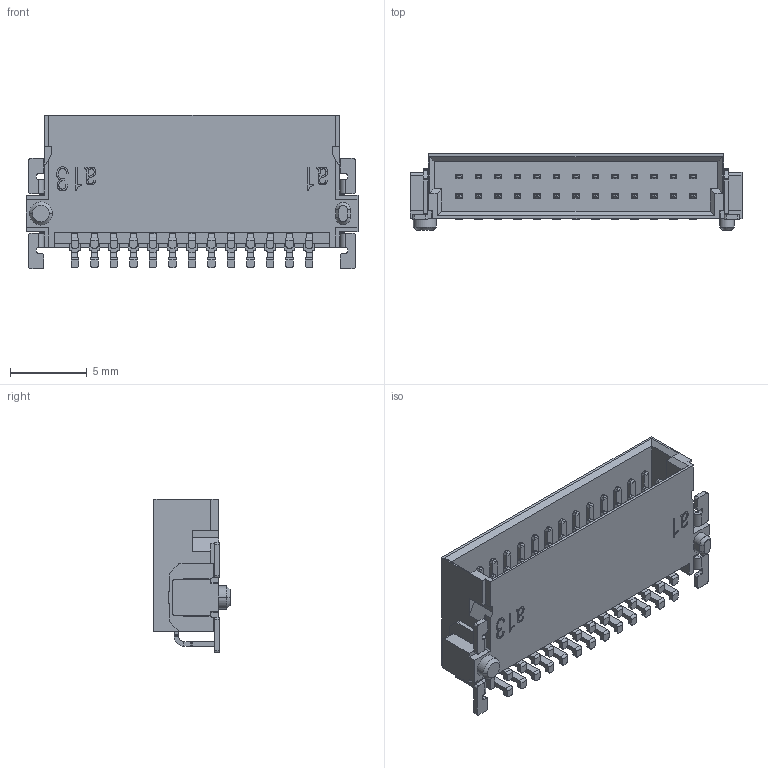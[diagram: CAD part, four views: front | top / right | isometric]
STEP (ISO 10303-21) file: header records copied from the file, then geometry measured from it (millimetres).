
FILE_DESCRIPTION (( 'STEP AP214' ), '1' );
FILE_NAME ('403-51026-51_C.STEP', '2017-11-22T06:40:01', ( '' ), ( '' ), 'SwSTEP 2.0', 'SolidWorks 2016', '' );
FILE_SCHEMA (( 'AUTOMOTIVE_DESIGN' ));
Length unit declared in the file: millimetre
Products named in the file (2): 403-51026-51_C
Bounding box: 21.6 x 4.95 x 10 mm (x, y, z)
Volume: 391.7 mm3; surface area: 1150.5 mm2
Topology: 1 solids, 1 shells, 1716 faces, 4700 edges, 3040 vertices
Faces by surface type: plane 918, cylinder 670, bspline 72, torus 52, cone 4
Entity records: 77813 total; most frequent: CARTESIAN_POINT 16008, ORIENTED_EDGE 9400, DIRECTION 8464, EDGE_CURVE 4700, VERTEX_POINT 3040, VECTOR 2952, LINE 2952, AXIS2_PLACEMENT_3D 2756
